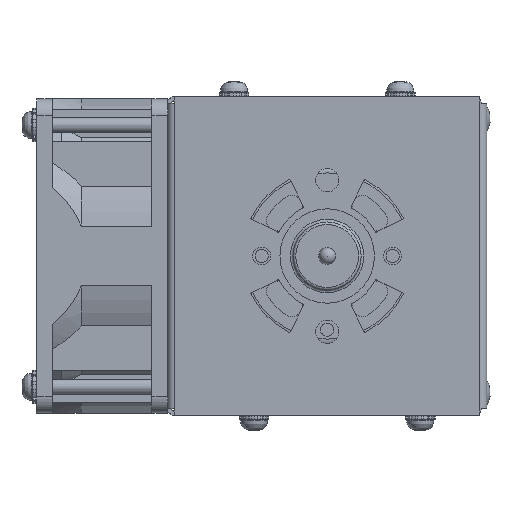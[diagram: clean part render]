
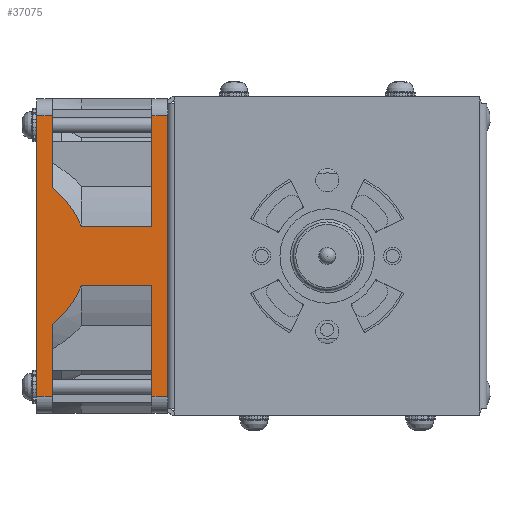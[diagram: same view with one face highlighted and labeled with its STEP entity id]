
A CAD part, left-side view. The second image highlights one B-rep face of the part: STEP entity #37075.
In plain terms, the highlighted face is planar.
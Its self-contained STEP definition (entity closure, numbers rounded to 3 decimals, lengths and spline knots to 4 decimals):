
#87=B_SPLINE_CURVE_WITH_KNOTS($,3,(#57597,#57598,#57599,#57600,#57601,#57602,
#57603,#57604,#57605,#57606,#57607,#57608),.UNSPECIFIED.,.F.,.F.,(4,2,2,
2,2,4),(-11.6284,-11.6205,-11.3701,-11.175,
-10.9799,-10.7503),.UNSPECIFIED.);
#99=B_SPLINE_CURVE_WITH_KNOTS($,3,(#57778,#57779,#57780,#57781,#57782,#57783,
#57784,#57785,#57786,#57787,#57788,#57789),.UNSPECIFIED.,.F.,.F.,(4,2,2,
2,2,4),(-1.4301,-1.2005,-1.0054,-0.8103,
-0.5599,-0.552),.UNSPECIFIED.);
#2914=FACE_OUTER_BOUND($,#5009,.T.);
#5009=EDGE_LOOP($,(#30642,#30643,#30644,#30645,#30646,#30647,#30648,#30649,
#30650,#30651,#30652,#30653,#30654,#30655));
#9145=LINE($,#57076,#13617);
#9160=LINE($,#57129,#13632);
#9182=LINE($,#57204,#13654);
#9202=LINE($,#57267,#13674);
#9228=LINE($,#57990,#13700);
#9248=LINE($,#58052,#13720);
#9261=LINE($,#58124,#13733);
#9269=LINE($,#58137,#13741);
#9280=LINE($,#58154,#13752);
#9281=LINE($,#58155,#13753);
#9282=LINE($,#58156,#13754);
#9283=LINE($,#58157,#13755);
#13617=VECTOR($,#46277,0.541);
#13632=VECTOR($,#46318,0.541);
#13654=VECTOR($,#46376,2.1122);
#13674=VECTOR($,#46422,2.1122);
#13700=VECTOR($,#46558,0.8311);
#13720=VECTOR($,#46604,0.8311);
#13733=VECTOR($,#46663,0.53);
#13741=VECTOR($,#46681,0.53);
#13752=VECTOR($,#46704,0.1181);
#13753=VECTOR($,#46705,0.1181);
#13754=VECTOR($,#46706,0.1181);
#13755=VECTOR($,#46707,0.1181);
#17173=VERTEX_POINT($,#57073);
#17174=VERTEX_POINT($,#57075);
#17198=VERTEX_POINT($,#57126);
#17199=VERTEX_POINT($,#57128);
#17233=VERTEX_POINT($,#57201);
#17234=VERTEX_POINT($,#57203);
#17263=VERTEX_POINT($,#57264);
#17264=VERTEX_POINT($,#57266);
#17306=VERTEX_POINT($,#57596);
#17322=VERTEX_POINT($,#57776);
#17345=VERTEX_POINT($,#57987);
#17346=VERTEX_POINT($,#57989);
#17374=VERTEX_POINT($,#58049);
#17375=VERTEX_POINT($,#58051);
#21770=EDGE_CURVE($,#17173,#17174,#9145,.T.);
#21796=EDGE_CURVE($,#17198,#17199,#9160,.T.);
#21831=EDGE_CURVE($,#17233,#17234,#9182,.T.);
#21863=EDGE_CURVE($,#17264,#17263,#9202,.T.);
#21922=EDGE_CURVE($,#17306,#17174,#87,.T.);
#21943=EDGE_CURVE($,#17198,#17322,#99,.T.);
#21972=EDGE_CURVE($,#17346,#17345,#9228,.T.);
#22003=EDGE_CURVE($,#17375,#17374,#9248,.T.);
#22028=EDGE_CURVE($,#17306,#17345,#9261,.T.);
#22036=EDGE_CURVE($,#17322,#17375,#9269,.T.);
#22047=EDGE_CURVE($,#17234,#17173,#9280,.T.);
#22048=EDGE_CURVE($,#17233,#17199,#9281,.T.);
#22049=EDGE_CURVE($,#17374,#17264,#9282,.T.);
#22050=EDGE_CURVE($,#17346,#17263,#9283,.T.);
#30642=ORIENTED_EDGE($,*,*,#21922,.T.);
#30643=ORIENTED_EDGE($,*,*,#21770,.F.);
#30644=ORIENTED_EDGE($,*,*,#22047,.F.);
#30645=ORIENTED_EDGE($,*,*,#21831,.F.);
#30646=ORIENTED_EDGE($,*,*,#22048,.T.);
#30647=ORIENTED_EDGE($,*,*,#21796,.F.);
#30648=ORIENTED_EDGE($,*,*,#21943,.T.);
#30649=ORIENTED_EDGE($,*,*,#22036,.T.);
#30650=ORIENTED_EDGE($,*,*,#22003,.T.);
#30651=ORIENTED_EDGE($,*,*,#22049,.T.);
#30652=ORIENTED_EDGE($,*,*,#21863,.T.);
#30653=ORIENTED_EDGE($,*,*,#22050,.F.);
#30654=ORIENTED_EDGE($,*,*,#21972,.T.);
#30655=ORIENTED_EDGE($,*,*,#22028,.F.);
#35359=PLANE($,#39289);
#37075=ADVANCED_FACE($,(#2914),#35359,.T.);
#39289=AXIS2_PLACEMENT_3D($,#58153,#46702,#46703);
#46277=DIRECTION($,(-1.,0.,0.));
#46318=DIRECTION($,(-1.,0.,0.));
#46376=DIRECTION($,(1.,0.,0.));
#46422=DIRECTION($,(1.,0.,0.));
#46558=DIRECTION($,(-1.,0.,0.));
#46604=DIRECTION($,(-1.,0.,0.));
#46663=DIRECTION($,(0.,1.,0.));
#46681=DIRECTION($,(0.,1.,0.));
#46702=DIRECTION('center_axis',(0.,0.,-1.));
#46703=DIRECTION('ref_axis',(-1.,0.,0.));
#46704=DIRECTION($,(0.,1.,0.));
#46705=DIRECTION($,(0.,1.,0.));
#46706=DIRECTION($,(0.,1.,0.));
#46707=DIRECTION($,(0.,1.,0.));
#57073=CARTESIAN_POINT('',(1.0561,0.1181,-1.1811));
#57075=CARTESIAN_POINT('',(0.5151,0.1181,-1.1811));
#57076=CARTESIAN_POINT($,(1.0561,0.1181,-1.1811));
#57126=CARTESIAN_POINT('',(-0.5151,0.1181,-1.1811));
#57128=CARTESIAN_POINT('',(-1.0561,0.1181,-1.1811));
#57129=CARTESIAN_POINT($,(-0.5151,0.1181,-1.1811));
#57201=CARTESIAN_POINT('',(-1.0561,0.,-1.1811));
#57203=CARTESIAN_POINT('',(1.0561,0.,-1.1811));
#57204=CARTESIAN_POINT($,(-1.0561,0.,-1.1811));
#57264=CARTESIAN_POINT('',(1.0561,0.9843,-1.1811));
#57266=CARTESIAN_POINT('',(-1.0561,0.9843,-1.1811));
#57267=CARTESIAN_POINT($,(-1.0561,0.9843,-1.1811));
#57596=CARTESIAN_POINT('',(0.225,0.3361,-1.1811));
#57597=CARTESIAN_POINT('Ctrl Pts',(0.225,0.3361,
-1.1811));
#57598=CARTESIAN_POINT('Ctrl Pts',(0.226,0.3358,
-1.1811));
#57599=CARTESIAN_POINT('Ctrl Pts',(0.2269,0.3354,
-1.1811));
#57600=CARTESIAN_POINT('Ctrl Pts',(0.2583,0.3226,
-1.1811));
#57601=CARTESIAN_POINT('Ctrl Pts',(0.2935,0.3047,
-1.1811));
#57602=CARTESIAN_POINT('Ctrl Pts',(0.3435,0.2744,
-1.1811));
#57603=CARTESIAN_POINT('Ctrl Pts',(0.3667,0.2585,
-1.1811));
#57604=CARTESIAN_POINT('Ctrl Pts',(0.4111,0.2241,
-1.1811));
#57605=CARTESIAN_POINT('Ctrl Pts',(0.4323,0.2056,
-1.1811));
#57606=CARTESIAN_POINT('Ctrl Pts',(0.4724,0.1669,-1.1811));
#57607=CARTESIAN_POINT('Ctrl Pts',(0.4944,0.1434,
-1.1811));
#57608=CARTESIAN_POINT('Ctrl Pts',(0.5151,0.1181,-1.1811));
#57776=CARTESIAN_POINT('',(-0.225,0.3361,-1.1811));
#57778=CARTESIAN_POINT('Ctrl Pts',(-0.5151,0.1181,
-1.1811));
#57779=CARTESIAN_POINT('Ctrl Pts',(-0.4944,0.1434,
-1.1811));
#57780=CARTESIAN_POINT('Ctrl Pts',(-0.4724,0.1669,
-1.1811));
#57781=CARTESIAN_POINT('Ctrl Pts',(-0.4323,0.2056,
-1.1811));
#57782=CARTESIAN_POINT('Ctrl Pts',(-0.4111,0.2241,
-1.1811));
#57783=CARTESIAN_POINT('Ctrl Pts',(-0.3667,0.2585,
-1.1811));
#57784=CARTESIAN_POINT('Ctrl Pts',(-0.3435,0.2744,
-1.1811));
#57785=CARTESIAN_POINT('Ctrl Pts',(-0.2935,0.3047,
-1.1811));
#57786=CARTESIAN_POINT('Ctrl Pts',(-0.2583,0.3226,-1.1811));
#57787=CARTESIAN_POINT('Ctrl Pts',(-0.2269,0.3354,
-1.1811));
#57788=CARTESIAN_POINT('Ctrl Pts',(-0.226,0.3358,
-1.1811));
#57789=CARTESIAN_POINT('Ctrl Pts',(-0.225,0.3361,
-1.1811));
#57987=CARTESIAN_POINT('',(0.225,0.8661,-1.1811));
#57989=CARTESIAN_POINT('',(1.0561,0.8661,-1.1811));
#57990=CARTESIAN_POINT($,(1.0561,0.8661,-1.1811));
#58049=CARTESIAN_POINT('',(-1.0561,0.8661,-1.1811));
#58051=CARTESIAN_POINT('',(-0.225,0.8661,-1.1811));
#58052=CARTESIAN_POINT($,(-0.225,0.8661,-1.1811));
#58124=CARTESIAN_POINT($,(0.225,0.3361,-1.1811));
#58137=CARTESIAN_POINT($,(-0.225,0.3361,-1.1811));
#58153=CARTESIAN_POINT('Origin',(1.0561,0.,-1.1811));
#58154=CARTESIAN_POINT($,(1.0561,0.,-1.1811));
#58155=CARTESIAN_POINT($,(-1.0561,0.,-1.1811));
#58156=CARTESIAN_POINT($,(-1.0561,0.8661,-1.1811));
#58157=CARTESIAN_POINT($,(1.0561,0.8661,-1.1811));
